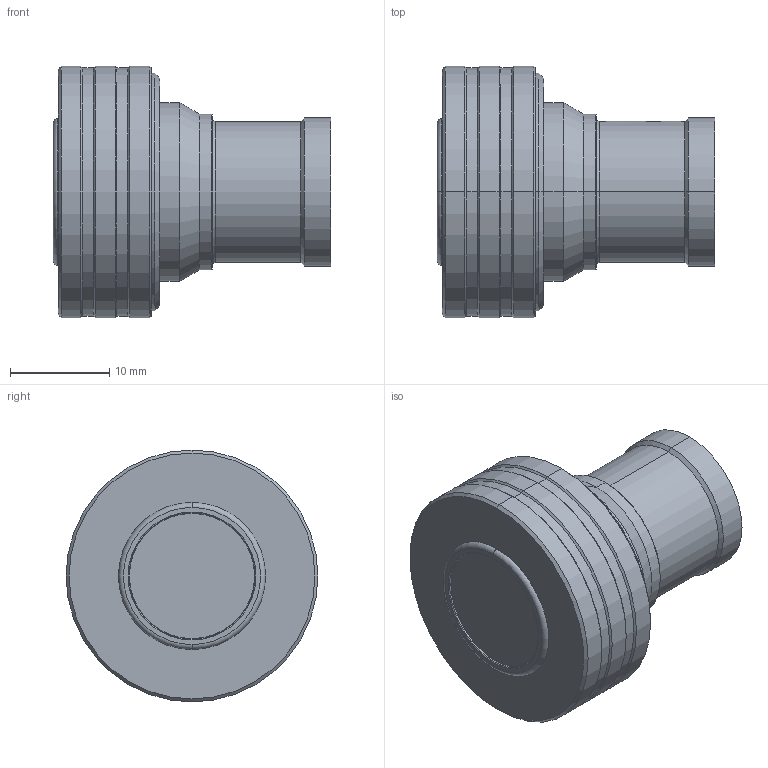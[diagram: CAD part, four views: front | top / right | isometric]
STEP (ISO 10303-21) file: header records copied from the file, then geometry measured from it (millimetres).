
FILE_DESCRIPTION (( 'STEP AP203' ), '1' );
FILE_NAME ('R183.031.017.STEP', '2014-12-08T02:07:39', ( '' ), ( '' ), 'SwSTEP 2.0', 'SolidWorks 2014', '' );
FILE_SCHEMA (( 'CONFIG_CONTROL_DESIGN' ));
Length unit declared in the file: millimetre
Products named in the file (1): R183.031.017
Bounding box: 27.93 x 25.35 x 25.35 mm (x, y, z)
Volume: 8246.5 mm3; surface area: 2606.9 mm2
Topology: 1 solids, 1 shells, 60 faces, 118 edges, 66 vertices
Faces by surface type: cone 24, cylinder 23, plane 7, torus 6
Entity records: 1651 total; most frequent: DIRECTION 304, CARTESIAN_POINT 301, ORIENTED_EDGE 236, AXIS2_PLACEMENT_3D 129, EDGE_CURVE 118, CIRCLE 68, EDGE_LOOP 66, VERTEX_POINT 66
